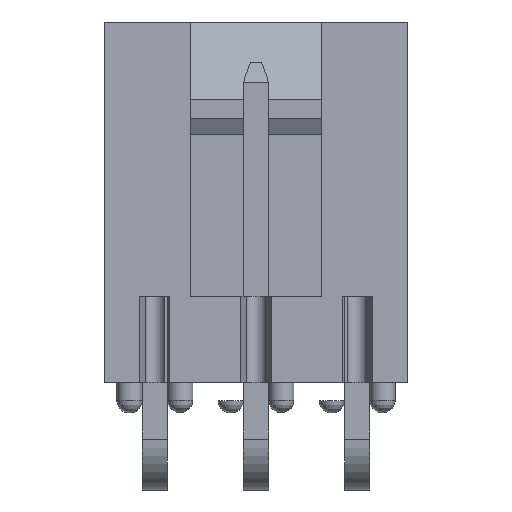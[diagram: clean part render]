
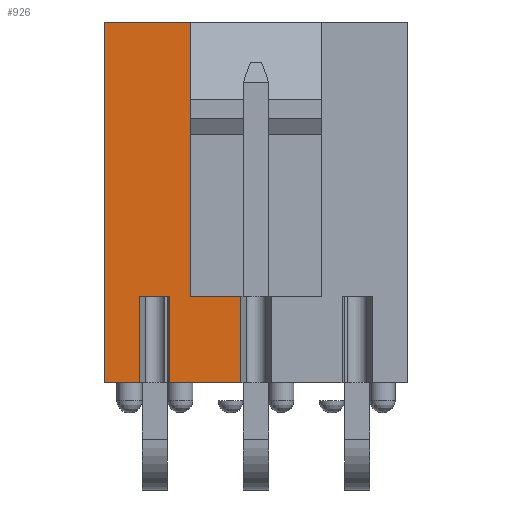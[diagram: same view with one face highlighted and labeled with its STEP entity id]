
A CAD part, top view. The second image highlights one B-rep face of the part: STEP entity #926.
In plain terms, the highlighted free-form (B-spline) face has degree [1, 1] with [2, 2] control points.
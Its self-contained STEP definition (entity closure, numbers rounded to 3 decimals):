
#926 = ADVANCED_FACE('',(#927),#941,.T.);
#927 = FACE_BOUND('',#928,.T.);
#928 = EDGE_LOOP('',(#929,#951,#966,#981,#996,#1011,#1026,#1041,#1056,
    #1071));
#929 = ORIENTED_EDGE('',*,*,#930,.T.);
#930 = EDGE_CURVE('',#931,#933,#935,.T.);
#931 = VERTEX_POINT('',#932);
#932 = CARTESIAN_POINT('',(-0.381,-4.521,5.156));
#933 = VERTEX_POINT('',#934);
#934 = CARTESIAN_POINT('',(-0.381,-2.362,5.156));
#935 = SURFACE_CURVE('',#936,(#940),.PCURVE_S1.);
#936 = LINE('',#937,#938);
#937 = CARTESIAN_POINT('',(-0.381,-4.521,5.156));
#938 = VECTOR('',#939,1.);
#939 = DIRECTION('',(0.,1.,0.));
#940 = PCURVE('',#941,#946);
#941 = B_SPLINE_SURFACE_WITH_KNOTS('',1,1,(
    (#942,#943)
    ,(#944,#945
    )),.UNSPECIFIED.,.F.,.F.,.F.,(2,2),(2,2),(-0.156,0.156),(-0.185,
    0.185),.PIECEWISE_BEZIER_KNOTS.);
#942 = CARTESIAN_POINT('',(-3.962,-4.702,5.156));
#943 = CARTESIAN_POINT('',(-3.962,4.702,5.156));
#944 = CARTESIAN_POINT('',(3.962,-4.702,5.156));
#945 = CARTESIAN_POINT('',(3.962,4.702,5.156));
#946 = DEFINITIONAL_REPRESENTATION('',(#947),#950);
#947 = B_SPLINE_CURVE_WITH_KNOTS('',1,(#948,#949),.UNSPECIFIED.,.F.,.F.,
  (2,2),(0.,2.159),.PIECEWISE_BEZIER_KNOTS.);
#948 = CARTESIAN_POINT('',(-0.015,-0.178));
#949 = CARTESIAN_POINT('',(-0.015,-0.093));
#950 = ( GEOMETRIC_REPRESENTATION_CONTEXT(2) 
PARAMETRIC_REPRESENTATION_CONTEXT() REPRESENTATION_CONTEXT('2D SPACE',''
  ) );
#951 = ORIENTED_EDGE('',*,*,#952,.T.);
#952 = EDGE_CURVE('',#933,#953,#955,.T.);
#953 = VERTEX_POINT('',#954);
#954 = CARTESIAN_POINT('',(-1.651,-2.362,5.156));
#955 = SURFACE_CURVE('',#956,(#960),.PCURVE_S1.);
#956 = LINE('',#957,#958);
#957 = CARTESIAN_POINT('',(-0.381,-2.362,5.156));
#958 = VECTOR('',#959,1.);
#959 = DIRECTION('',(-1.,0.,0.));
#960 = PCURVE('',#941,#961);
#961 = DEFINITIONAL_REPRESENTATION('',(#962),#965);
#962 = B_SPLINE_CURVE_WITH_KNOTS('',1,(#963,#964),.UNSPECIFIED.,.F.,.F.,
  (2,2),(0.,1.27),.PIECEWISE_BEZIER_KNOTS.);
#963 = CARTESIAN_POINT('',(-0.015,-0.093));
#964 = CARTESIAN_POINT('',(-0.065,-0.093));
#965 = ( GEOMETRIC_REPRESENTATION_CONTEXT(2) 
PARAMETRIC_REPRESENTATION_CONTEXT() REPRESENTATION_CONTEXT('2D SPACE',''
  ) );
#966 = ORIENTED_EDGE('',*,*,#967,.T.);
#967 = EDGE_CURVE('',#953,#968,#970,.T.);
#968 = VERTEX_POINT('',#969);
#969 = CARTESIAN_POINT('',(-1.651,4.521,5.156));
#970 = SURFACE_CURVE('',#971,(#975),.PCURVE_S1.);
#971 = LINE('',#972,#973);
#972 = CARTESIAN_POINT('',(-1.651,-2.362,5.156));
#973 = VECTOR('',#974,1.);
#974 = DIRECTION('',(0.,1.,0.));
#975 = PCURVE('',#941,#976);
#976 = DEFINITIONAL_REPRESENTATION('',(#977),#980);
#977 = B_SPLINE_CURVE_WITH_KNOTS('',1,(#978,#979),.UNSPECIFIED.,.F.,.F.,
  (2,2),(0.,6.883),.PIECEWISE_BEZIER_KNOTS.);
#978 = CARTESIAN_POINT('',(-0.065,-0.093));
#979 = CARTESIAN_POINT('',(-0.065,0.178));
#980 = ( GEOMETRIC_REPRESENTATION_CONTEXT(2) 
PARAMETRIC_REPRESENTATION_CONTEXT() REPRESENTATION_CONTEXT('2D SPACE',''
  ) );
#981 = ORIENTED_EDGE('',*,*,#982,.T.);
#982 = EDGE_CURVE('',#968,#983,#985,.T.);
#983 = VERTEX_POINT('',#984);
#984 = CARTESIAN_POINT('',(-3.81,4.521,5.156));
#985 = SURFACE_CURVE('',#986,(#990),.PCURVE_S1.);
#986 = LINE('',#987,#988);
#987 = CARTESIAN_POINT('',(-1.651,4.521,5.156));
#988 = VECTOR('',#989,1.);
#989 = DIRECTION('',(-1.,0.,0.));
#990 = PCURVE('',#941,#991);
#991 = DEFINITIONAL_REPRESENTATION('',(#992),#995);
#992 = B_SPLINE_CURVE_WITH_KNOTS('',1,(#993,#994),.UNSPECIFIED.,.F.,.F.,
  (2,2),(0.,2.159),.PIECEWISE_BEZIER_KNOTS.);
#993 = CARTESIAN_POINT('',(-0.065,0.178));
#994 = CARTESIAN_POINT('',(-0.15,0.178));
#995 = ( GEOMETRIC_REPRESENTATION_CONTEXT(2) 
PARAMETRIC_REPRESENTATION_CONTEXT() REPRESENTATION_CONTEXT('2D SPACE',''
  ) );
#996 = ORIENTED_EDGE('',*,*,#997,.T.);
#997 = EDGE_CURVE('',#983,#998,#1000,.T.);
#998 = VERTEX_POINT('',#999);
#999 = CARTESIAN_POINT('',(-3.81,-4.521,5.156));
#1000 = SURFACE_CURVE('',#1001,(#1005),.PCURVE_S1.);
#1001 = LINE('',#1002,#1003);
#1002 = CARTESIAN_POINT('',(-3.81,4.521,5.156));
#1003 = VECTOR('',#1004,1.);
#1004 = DIRECTION('',(0.,-1.,0.));
#1005 = PCURVE('',#941,#1006);
#1006 = DEFINITIONAL_REPRESENTATION('',(#1007),#1010);
#1007 = B_SPLINE_CURVE_WITH_KNOTS('',1,(#1008,#1009),.UNSPECIFIED.,.F.,
  .F.,(2,2),(0.,9.042),.PIECEWISE_BEZIER_KNOTS.);
#1008 = CARTESIAN_POINT('',(-0.15,0.178));
#1009 = CARTESIAN_POINT('',(-0.15,-0.178));
#1010 = ( GEOMETRIC_REPRESENTATION_CONTEXT(2) 
PARAMETRIC_REPRESENTATION_CONTEXT() REPRESENTATION_CONTEXT('2D SPACE',''
  ) );
#1011 = ORIENTED_EDGE('',*,*,#1012,.T.);
#1012 = EDGE_CURVE('',#998,#1013,#1015,.T.);
#1013 = VERTEX_POINT('',#1014);
#1014 = CARTESIAN_POINT('',(-2.921,-4.521,5.156));
#1015 = SURFACE_CURVE('',#1016,(#1020),.PCURVE_S1.);
#1016 = LINE('',#1017,#1018);
#1017 = CARTESIAN_POINT('',(-3.81,-4.521,5.156));
#1018 = VECTOR('',#1019,1.);
#1019 = DIRECTION('',(1.,0.,0.));
#1020 = PCURVE('',#941,#1021);
#1021 = DEFINITIONAL_REPRESENTATION('',(#1022),#1025);
#1022 = B_SPLINE_CURVE_WITH_KNOTS('',1,(#1023,#1024),.UNSPECIFIED.,.F.,
  .F.,(2,2),(0.,0.889),.PIECEWISE_BEZIER_KNOTS.);
#1023 = CARTESIAN_POINT('',(-0.15,-0.178));
#1024 = CARTESIAN_POINT('',(-0.115,-0.178));
#1025 = ( GEOMETRIC_REPRESENTATION_CONTEXT(2) 
PARAMETRIC_REPRESENTATION_CONTEXT() REPRESENTATION_CONTEXT('2D SPACE',''
  ) );
#1026 = ORIENTED_EDGE('',*,*,#1027,.T.);
#1027 = EDGE_CURVE('',#1013,#1028,#1030,.T.);
#1028 = VERTEX_POINT('',#1029);
#1029 = CARTESIAN_POINT('',(-2.921,-2.362,5.156));
#1030 = SURFACE_CURVE('',#1031,(#1035),.PCURVE_S1.);
#1031 = LINE('',#1032,#1033);
#1032 = CARTESIAN_POINT('',(-2.921,-4.521,5.156));
#1033 = VECTOR('',#1034,1.);
#1034 = DIRECTION('',(0.,1.,0.));
#1035 = PCURVE('',#941,#1036);
#1036 = DEFINITIONAL_REPRESENTATION('',(#1037),#1040);
#1037 = B_SPLINE_CURVE_WITH_KNOTS('',1,(#1038,#1039),.UNSPECIFIED.,.F.,
  .F.,(2,2),(0.,2.159),.PIECEWISE_BEZIER_KNOTS.);
#1038 = CARTESIAN_POINT('',(-0.115,-0.178));
#1039 = CARTESIAN_POINT('',(-0.115,-0.093));
#1040 = ( GEOMETRIC_REPRESENTATION_CONTEXT(2) 
PARAMETRIC_REPRESENTATION_CONTEXT() REPRESENTATION_CONTEXT('2D SPACE',''
  ) );
#1041 = ORIENTED_EDGE('',*,*,#1042,.T.);
#1042 = EDGE_CURVE('',#1028,#1043,#1045,.T.);
#1043 = VERTEX_POINT('',#1044);
#1044 = CARTESIAN_POINT('',(-2.159,-2.362,5.156));
#1045 = SURFACE_CURVE('',#1046,(#1050),.PCURVE_S1.);
#1046 = LINE('',#1047,#1048);
#1047 = CARTESIAN_POINT('',(-2.921,-2.362,5.156));
#1048 = VECTOR('',#1049,1.);
#1049 = DIRECTION('',(1.,0.,0.));
#1050 = PCURVE('',#941,#1051);
#1051 = DEFINITIONAL_REPRESENTATION('',(#1052),#1055);
#1052 = B_SPLINE_CURVE_WITH_KNOTS('',1,(#1053,#1054),.UNSPECIFIED.,.F.,
  .F.,(2,2),(0.,0.762),.PIECEWISE_BEZIER_KNOTS.);
#1053 = CARTESIAN_POINT('',(-0.115,-0.093));
#1054 = CARTESIAN_POINT('',(-0.085,-0.093));
#1055 = ( GEOMETRIC_REPRESENTATION_CONTEXT(2) 
PARAMETRIC_REPRESENTATION_CONTEXT() REPRESENTATION_CONTEXT('2D SPACE',''
  ) );
#1056 = ORIENTED_EDGE('',*,*,#1057,.T.);
#1057 = EDGE_CURVE('',#1043,#1058,#1060,.T.);
#1058 = VERTEX_POINT('',#1059);
#1059 = CARTESIAN_POINT('',(-2.159,-4.521,5.156));
#1060 = SURFACE_CURVE('',#1061,(#1065),.PCURVE_S1.);
#1061 = LINE('',#1062,#1063);
#1062 = CARTESIAN_POINT('',(-2.159,-2.362,5.156));
#1063 = VECTOR('',#1064,1.);
#1064 = DIRECTION('',(0.,-1.,0.));
#1065 = PCURVE('',#941,#1066);
#1066 = DEFINITIONAL_REPRESENTATION('',(#1067),#1070);
#1067 = B_SPLINE_CURVE_WITH_KNOTS('',1,(#1068,#1069),.UNSPECIFIED.,.F.,
  .F.,(2,2),(0.,2.159),.PIECEWISE_BEZIER_KNOTS.);
#1068 = CARTESIAN_POINT('',(-0.085,-0.093));
#1069 = CARTESIAN_POINT('',(-0.085,-0.178));
#1070 = ( GEOMETRIC_REPRESENTATION_CONTEXT(2) 
PARAMETRIC_REPRESENTATION_CONTEXT() REPRESENTATION_CONTEXT('2D SPACE',''
  ) );
#1071 = ORIENTED_EDGE('',*,*,#1072,.T.);
#1072 = EDGE_CURVE('',#1058,#931,#1073,.T.);
#1073 = SURFACE_CURVE('',#1074,(#1078),.PCURVE_S1.);
#1074 = LINE('',#1075,#1076);
#1075 = CARTESIAN_POINT('',(-2.159,-4.521,5.156));
#1076 = VECTOR('',#1077,1.);
#1077 = DIRECTION('',(1.,0.,0.));
#1078 = PCURVE('',#941,#1079);
#1079 = DEFINITIONAL_REPRESENTATION('',(#1080),#1083);
#1080 = B_SPLINE_CURVE_WITH_KNOTS('',1,(#1081,#1082),.UNSPECIFIED.,.F.,
  .F.,(2,2),(0.,1.778),.PIECEWISE_BEZIER_KNOTS.);
#1081 = CARTESIAN_POINT('',(-0.085,-0.178));
#1082 = CARTESIAN_POINT('',(-0.015,-0.178));
#1083 = ( GEOMETRIC_REPRESENTATION_CONTEXT(2) 
PARAMETRIC_REPRESENTATION_CONTEXT() REPRESENTATION_CONTEXT('2D SPACE',''
  ) );
